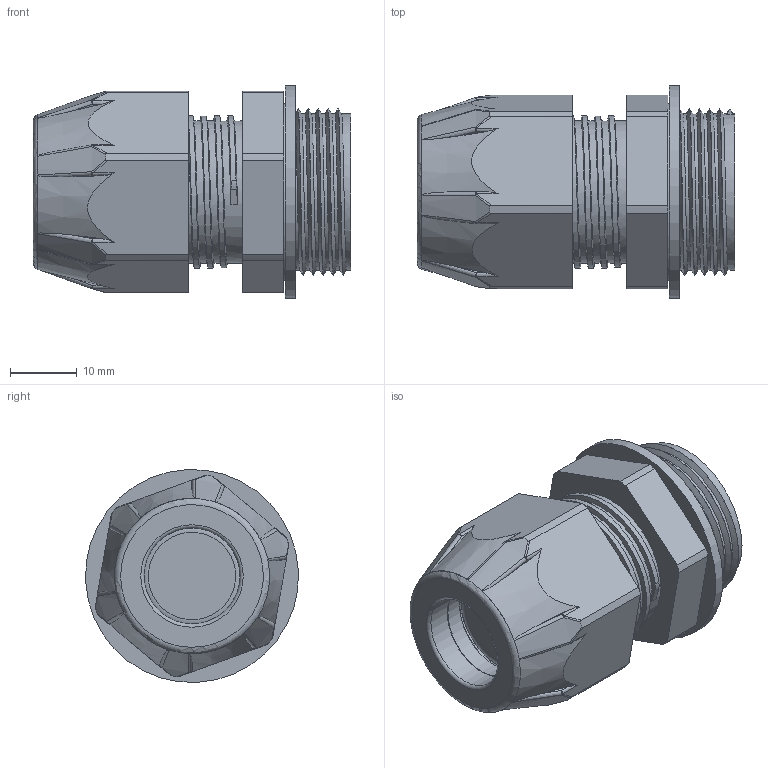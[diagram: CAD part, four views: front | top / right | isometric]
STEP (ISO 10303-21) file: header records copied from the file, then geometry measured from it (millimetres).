
FILE_DESCRIPTION(/* description */ ('Euro-Top-X-4.Generation M25x1,5, Ex e, Doppeldichtung, KB: 11-14mm, SI-Dichtmaterial'),/* implementation_level */ '2;1');
FILE_NAME(/* name */ '85280522M25X4HISI-RST.stp',/* time_stamp */ '2021-09-16T09:36:15+02:00',/* author */ ('sl'),/* organization */ (''),/* preprocessor_version */ 'ST-DEVELOPER v16.5',/* originating_system */ 'Autodesk Inventor 2017',/* authorisation */ '');
FILE_SCHEMA (('AUTOMOTIVE_DESIGN { 1 0 10303 214 3 1 1 }'));
Length unit declared in the file: millimetre
Products named in the file (7): 85280522M25X4HISI; 85280522M25X4HI; 85280522M25X4HI_1; 85280522M25X4HI_2; 85280522M25X4HI_3; 85280522M25X4HI_4; 85280522M25X4HI_5
Assembly tree (6 placements, depth 2):
  85280522M25X4HISI
    85280522M25X4HI
    85280522M25X4HI_1
    85280522M25X4HI_2
    85280522M25X4HI_3
    85280522M25X4HI_4
    85280522M25X4HI_5
Bounding box: 47.57 x 31.91 x 31.91 mm (x, y, z)
Volume: 9602.6 mm3; surface area: 15350 mm2
Topology: 5 solids, 6 shells, 312 faces, 837 edges, 545 vertices
Faces by surface type: plane 127, cylinder 105, bspline 31, torus 25, cone 12, sphere 12
Full cylindrical faces by diameter (mm): 11.48 x1, 14.06 x1, 14.29 x1, 14.36 x2, 14.64 x1, 14.86 x1, 17.74 x1, 17.87 x1, 17.9 x1, 18.9 x1, 19.3 x1, 19.4 x1, 21.3 x5, 21.51 x5, 23.032 x6, 23.438 x6, 23.8 x1, 31.95 x1
Entity records: 13438 total; most frequent: CARTESIAN_POINT 6136, ORIENTED_EDGE 1478, DIRECTION 1420, EDGE_CURVE 739, AXIS2_PLACEMENT_3D 574, VERTEX_POINT 497, EDGE_LOOP 344, FACE_OUTER_BOUND 294
